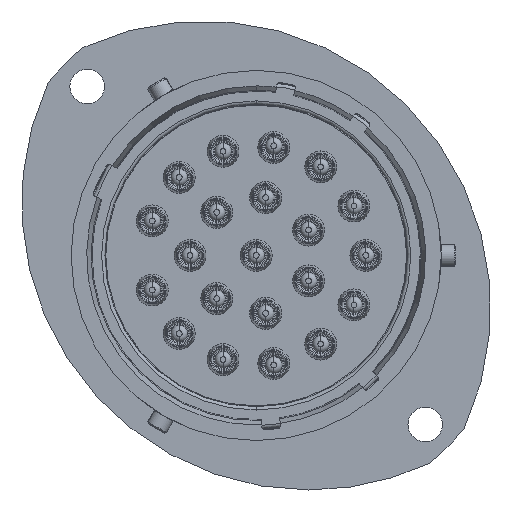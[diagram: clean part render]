
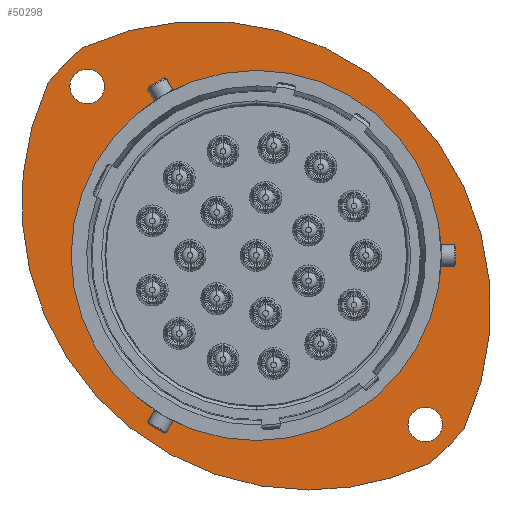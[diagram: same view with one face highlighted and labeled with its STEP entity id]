
A CAD part, left-side view. The second image highlights one B-rep face of the part: STEP entity #50298.
In plain terms, the highlighted planar face has unit normal (-1, 0, 0).
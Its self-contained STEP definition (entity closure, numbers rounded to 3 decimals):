
#291 = CIRCLE ( 'NONE', #13481, 25.45 ) ;
#1446 = AXIS2_PLACEMENT_3D ( 'NONE', #23811, #43268, #7806 ) ;
#1927 = EDGE_LOOP ( 'NONE', ( #21457, #47130 ) ) ;
#2475 = FACE_OUTER_BOUND ( 'NONE', #34132, .T. ) ;
#2765 = VERTEX_POINT ( 'NONE', #16607 ) ;
#3108 = DIRECTION ( 'NONE',  ( -1., 0., 0. ) ) ;
#3682 = VERTEX_POINT ( 'NONE', #39609 ) ;
#4370 = AXIS2_PLACEMENT_3D ( 'NONE', #18422, #21815, #10728 ) ;
#4423 = CARTESIAN_POINT ( 'NONE',  ( 78.89, 28.011, -34.729 ) ) ;
#4733 = AXIS2_PLACEMENT_3D ( 'NONE', #44409, #13634, #24437 ) ;
#5301 = DIRECTION ( 'NONE',  ( 0., 0., 1. ) ) ;
#5541 = DIRECTION ( 'NONE',  ( -1., 0., 0. ) ) ;
#5725 = CARTESIAN_POINT ( 'NONE',  ( 78.89, 28.011, -34.729 ) ) ;
#5868 = EDGE_CURVE ( 'NONE', #43807, #20901, #24027, .T. ) ;
#6524 = ORIENTED_EDGE ( 'NONE', *, *, #7933, .F. ) ;
#6835 = EDGE_LOOP ( 'NONE', ( #6524, #50968 ) ) ;
#7806 = DIRECTION ( 'NONE',  ( 0., 0., 1. ) ) ;
#7933 = EDGE_CURVE ( 'NONE', #45716, #2765, #13629, .T. ) ;
#8213 = EDGE_CURVE ( 'NONE', #42405, #31804, #20615, .T. ) ;
#8756 = DIRECTION ( 'NONE',  ( 0., 0., -1. ) ) ;
#8939 = CIRCLE ( 'NONE', #48616, 1.625 ) ;
#9628 = DIRECTION ( 'NONE',  ( -1., 0., 0. ) ) ;
#10202 = CARTESIAN_POINT ( 'NONE',  ( 78.89, 17.068, -55.571 ) ) ;
#10728 = DIRECTION ( 'NONE',  ( 0., 0., -1. ) ) ;
#11438 = CARTESIAN_POINT ( 'NONE',  ( 78.89, -7.435, -66.911 ) ) ;
#12143 = CIRCLE ( 'NONE', #1446, 25.45 ) ;
#12990 = ORIENTED_EDGE ( 'NONE', *, *, #30088, .T. ) ;
#13481 = AXIS2_PLACEMENT_3D ( 'NONE', #24919, #40716, #5301 ) ;
#13629 = CIRCLE ( 'NONE', #20175, 17.405 ) ;
#13634 = DIRECTION ( 'NONE',  ( -1., 0., 0. ) ) ;
#14021 = DIRECTION ( 'NONE',  ( 0., 0., 1. ) ) ;
#14094 = FACE_BOUND ( 'NONE', #6835, .T. ) ;
#15222 = EDGE_LOOP ( 'NONE', ( #39277, #45361 ) ) ;
#15240 = CARTESIAN_POINT ( 'NONE',  ( 78.89, 12.119, -33.216 ) ) ;
#16607 = CARTESIAN_POINT ( 'NONE',  ( 78.89, 12.119, -68.026 ) ) ;
#17281 = CARTESIAN_POINT ( 'NONE',  ( 78.89, -3.774, -68.138 ) ) ;
#18422 = CARTESIAN_POINT ( 'NONE',  ( 78.89, 29.524, -50.621 ) ) ;
#18635 = ORIENTED_EDGE ( 'NONE', *, *, #50281, .T. ) ;
#18684 = FACE_BOUND ( 'NONE', #1927, .T. ) ;
#18836 = DIRECTION ( 'NONE',  ( 0., 0., -1. ) ) ;
#18952 = EDGE_CURVE ( 'NONE', #38098, #42405, #22779, .T. ) ;
#19517 = ORIENTED_EDGE ( 'NONE', *, *, #29030, .T. ) ;
#20175 = AXIS2_PLACEMENT_3D ( 'NONE', #25356, #32920, #14021 ) ;
#20615 = CIRCLE ( 'NONE', #49595, 27. ) ;
#20901 = VERTEX_POINT ( 'NONE', #17281 ) ;
#21179 = AXIS2_PLACEMENT_3D ( 'NONE', #5725, #9628, #21461 ) ;
#21457 = ORIENTED_EDGE ( 'NONE', *, *, #46110, .F. ) ;
#21461 = DIRECTION ( 'NONE',  ( 0., 0., -1. ) ) ;
#21815 = DIRECTION ( 'NONE',  ( 1., 0., 0. ) ) ;
#22158 = CARTESIAN_POINT ( 'NONE',  ( 78.89, 7.169, -72.671 ) ) ;
#22328 = PLANE ( 'NONE',  #4370 ) ;
#22779 = CIRCLE ( 'NONE', #31887, 27. ) ;
#23811 = CARTESIAN_POINT ( 'NONE',  ( 78.89, 12.119, -50.621 ) ) ;
#24027 = CIRCLE ( 'NONE', #28191, 1.625 ) ;
#24437 = DIRECTION ( 'NONE',  ( 0., 0., -1. ) ) ;
#24919 = CARTESIAN_POINT ( 'NONE',  ( 78.89, 12.119, -50.621 ) ) ;
#25356 = CARTESIAN_POINT ( 'NONE',  ( 78.89, 12.119, -50.621 ) ) ;
#25799 = AXIS2_PLACEMENT_3D ( 'NONE', #10202, #49259, #25935 ) ;
#25935 = DIRECTION ( 'NONE',  ( 0., 0., -1. ) ) ;
#26479 = FACE_BOUND ( 'NONE', #15222, .T. ) ;
#26994 = CIRCLE ( 'NONE', #4733, 1.625 ) ;
#27785 = CARTESIAN_POINT ( 'NONE',  ( 78.89, 28.011, -36.354 ) ) ;
#28191 = AXIS2_PLACEMENT_3D ( 'NONE', #42630, #38013, #41603 ) ;
#28453 = VERTEX_POINT ( 'NONE', #33082 ) ;
#28522 = CARTESIAN_POINT ( 'NONE',  ( 78.89, 31.672, -34.33 ) ) ;
#29030 = EDGE_CURVE ( 'NONE', #28453, #38098, #12143, .T. ) ;
#29111 = EDGE_CURVE ( 'NONE', #3682, #32414, #34450, .T. ) ;
#29241 = ORIENTED_EDGE ( 'NONE', *, *, #8213, .T. ) ;
#29374 = ORIENTED_EDGE ( 'NONE', *, *, #18952, .T. ) ;
#29604 = AXIS2_PLACEMENT_3D ( 'NONE', #32448, #5541, #40705 ) ;
#30088 = EDGE_CURVE ( 'NONE', #33661, #28453, #37399, .T. ) ;
#31804 = VERTEX_POINT ( 'NONE', #33080 ) ;
#31887 = AXIS2_PLACEMENT_3D ( 'NONE', #50664, #3108, #18836 ) ;
#32414 = VERTEX_POINT ( 'NONE', #27785 ) ;
#32448 = CARTESIAN_POINT ( 'NONE',  ( 78.89, 12.119, -50.621 ) ) ;
#32920 = DIRECTION ( 'NONE',  ( -1., 0., 0. ) ) ;
#33080 = CARTESIAN_POINT ( 'NONE',  ( 78.89, -4.172, -70.174 ) ) ;
#33082 = CARTESIAN_POINT ( 'NONE',  ( 78.89, 28.409, -31.068 ) ) ;
#33661 = VERTEX_POINT ( 'NONE', #11438 ) ;
#34132 = EDGE_LOOP ( 'NONE', ( #29374, #29241, #18635, #12990, #19517 ) ) ;
#34450 = CIRCLE ( 'NONE', #21179, 1.625 ) ;
#35954 = DIRECTION ( 'NONE',  ( -1., 0., 0. ) ) ;
#36990 = DIRECTION ( 'NONE',  ( 0., 0., -1. ) ) ;
#37399 = CIRCLE ( 'NONE', #25799, 27. ) ;
#37508 = EDGE_CURVE ( 'NONE', #2765, #45716, #44462, .T. ) ;
#38013 = DIRECTION ( 'NONE',  ( -1., 0., 0. ) ) ;
#38098 = VERTEX_POINT ( 'NONE', #28522 ) ;
#39277 = ORIENTED_EDGE ( 'NONE', *, *, #46542, .F. ) ;
#39609 = CARTESIAN_POINT ( 'NONE',  ( 78.89, 28.011, -33.104 ) ) ;
#40705 = DIRECTION ( 'NONE',  ( 0., 0., 1. ) ) ;
#40716 = DIRECTION ( 'NONE',  ( -1., 0., 0. ) ) ;
#40750 = CARTESIAN_POINT ( 'NONE',  ( 78.89, -3.774, -64.888 ) ) ;
#41081 = DIRECTION ( 'NONE',  ( -1., 0., 0. ) ) ;
#41603 = DIRECTION ( 'NONE',  ( 0., 0., -1. ) ) ;
#42405 = VERTEX_POINT ( 'NONE', #22158 ) ;
#42630 = CARTESIAN_POINT ( 'NONE',  ( 78.89, -3.774, -66.513 ) ) ;
#43268 = DIRECTION ( 'NONE',  ( -1., 0., 0. ) ) ;
#43807 = VERTEX_POINT ( 'NONE', #40750 ) ;
#44409 = CARTESIAN_POINT ( 'NONE',  ( 78.89, -3.774, -66.513 ) ) ;
#44462 = CIRCLE ( 'NONE', #29604, 17.405 ) ;
#45361 = ORIENTED_EDGE ( 'NONE', *, *, #29111, .F. ) ;
#45716 = VERTEX_POINT ( 'NONE', #15240 ) ;
#46110 = EDGE_CURVE ( 'NONE', #20901, #43807, #26994, .T. ) ;
#46542 = EDGE_CURVE ( 'NONE', #32414, #3682, #8939, .T. ) ;
#47130 = ORIENTED_EDGE ( 'NONE', *, *, #5868, .F. ) ;
#48102 = CARTESIAN_POINT ( 'NONE',  ( 78.89, 7.169, -45.671 ) ) ;
#48616 = AXIS2_PLACEMENT_3D ( 'NONE', #4423, #35954, #8756 ) ;
#49259 = DIRECTION ( 'NONE',  ( -1., 0., 0. ) ) ;
#49595 = AXIS2_PLACEMENT_3D ( 'NONE', #48102, #41081, #36990 ) ;
#50281 = EDGE_CURVE ( 'NONE', #31804, #33661, #291, .T. ) ;
#50298 = ADVANCED_FACE ( 'NONE', ( #18684, #26479, #14094, #2475 ), #22328, .F. ) ;
#50664 = CARTESIAN_POINT ( 'NONE',  ( 78.89, 7.169, -45.671 ) ) ;
#50968 = ORIENTED_EDGE ( 'NONE', *, *, #37508, .F. ) ;
